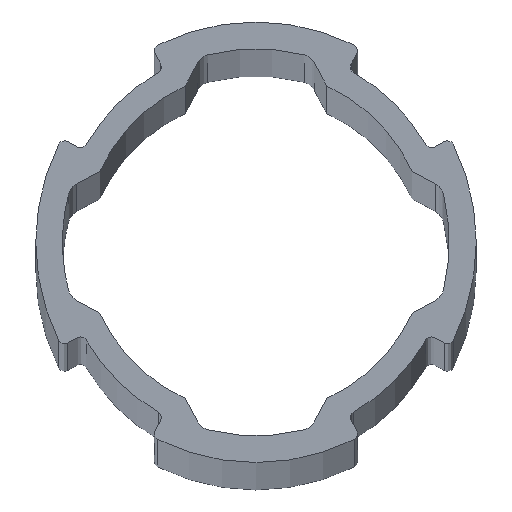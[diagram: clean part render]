
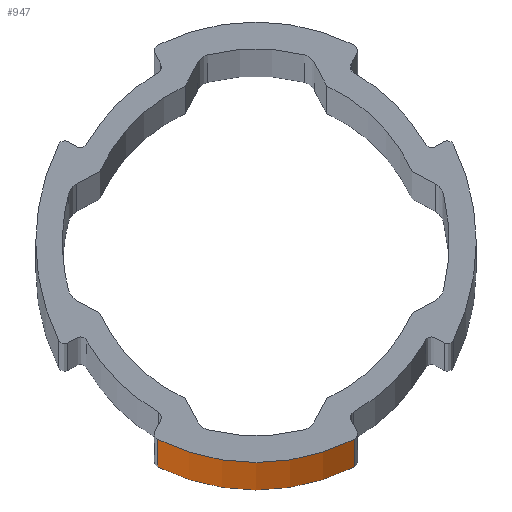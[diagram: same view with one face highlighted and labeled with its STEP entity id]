
A CAD part, top view. The second image highlights one B-rep face of the part: STEP entity #947.
In plain terms, the highlighted cylindrical face has radius 14 mm (diameter 28 mm), a partial arc.
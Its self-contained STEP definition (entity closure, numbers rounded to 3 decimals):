
#6 = EDGE_CURVE ( 'NONE', #1929, #875, #347, .T. ) ;
#16 = LINE ( 'NONE', #894, #280 ) ;
#37 = CARTESIAN_POINT ( 'NONE',  ( 6.234, -12.535, 0. ) ) ;
#55 = AXIS2_PLACEMENT_3D ( 'NONE', #2144, #1971, #1280 ) ;
#152 = DIRECTION ( 'NONE',  ( -1., 0., 0. ) ) ;
#216 = DIRECTION ( 'NONE',  ( 0., 0., -1. ) ) ;
#280 = VECTOR ( 'NONE', #1587, 1000. ) ;
#320 = EDGE_CURVE ( 'NONE', #2072, #1929, #16, .T. ) ;
#327 = CARTESIAN_POINT ( 'NONE',  ( -6.234, -12.535, 0. ) ) ;
#347 = CIRCLE ( 'NONE', #55, 14. ) ;
#410 = EDGE_LOOP ( 'NONE', ( #634, #1989, #694, #705 ) ) ;
#423 = DIRECTION ( 'NONE',  ( 0., 0., 1. ) ) ;
#428 = CYLINDRICAL_SURFACE ( 'NONE', #992, 14. ) ;
#486 = FACE_OUTER_BOUND ( 'NONE', #410, .T. ) ;
#548 = LINE ( 'NONE', #757, #1864 ) ;
#634 = ORIENTED_EDGE ( 'NONE', *, *, #6, .T. ) ;
#637 = CIRCLE ( 'NONE', #1908, 14. ) ;
#694 = ORIENTED_EDGE ( 'NONE', *, *, #1337, .F. ) ;
#705 = ORIENTED_EDGE ( 'NONE', *, *, #320, .T. ) ;
#757 = CARTESIAN_POINT ( 'NONE',  ( 6.234, -12.535, 1000. ) ) ;
#762 = CARTESIAN_POINT ( 'NONE',  ( 0., 0., 1000. ) ) ;
#851 = EDGE_CURVE ( 'NONE', #1559, #875, #548, .T. ) ;
#875 = VERTEX_POINT ( 'NONE', #37 ) ;
#894 = CARTESIAN_POINT ( 'NONE',  ( -6.234, -12.535, 1000. ) ) ;
#940 = CARTESIAN_POINT ( 'NONE',  ( -6.234, -12.535, 1000. ) ) ;
#947 = ADVANCED_FACE ( 'NONE', ( #486 ), #428, .T. ) ;
#953 = DIRECTION ( 'NONE',  ( 1., 0., 0. ) ) ;
#992 = AXIS2_PLACEMENT_3D ( 'NONE', #1008, #2001, #152 ) ;
#1008 = CARTESIAN_POINT ( 'NONE',  ( 0., 0., 1000. ) ) ;
#1280 = DIRECTION ( 'NONE',  ( 1., 0., 0. ) ) ;
#1337 = EDGE_CURVE ( 'NONE', #2072, #1559, #637, .T. ) ;
#1559 = VERTEX_POINT ( 'NONE', #1720 ) ;
#1587 = DIRECTION ( 'NONE',  ( 0., 0., -1. ) ) ;
#1720 = CARTESIAN_POINT ( 'NONE',  ( 6.234, -12.535, 1000. ) ) ;
#1864 = VECTOR ( 'NONE', #216, 1000. ) ;
#1908 = AXIS2_PLACEMENT_3D ( 'NONE', #762, #423, #953 ) ;
#1929 = VERTEX_POINT ( 'NONE', #327 ) ;
#1971 = DIRECTION ( 'NONE',  ( 0., 0., 1. ) ) ;
#1989 = ORIENTED_EDGE ( 'NONE', *, *, #851, .F. ) ;
#2001 = DIRECTION ( 'NONE',  ( 0., 0., -1. ) ) ;
#2072 = VERTEX_POINT ( 'NONE', #940 ) ;
#2144 = CARTESIAN_POINT ( 'NONE',  ( 0., 0., 0. ) ) ;
